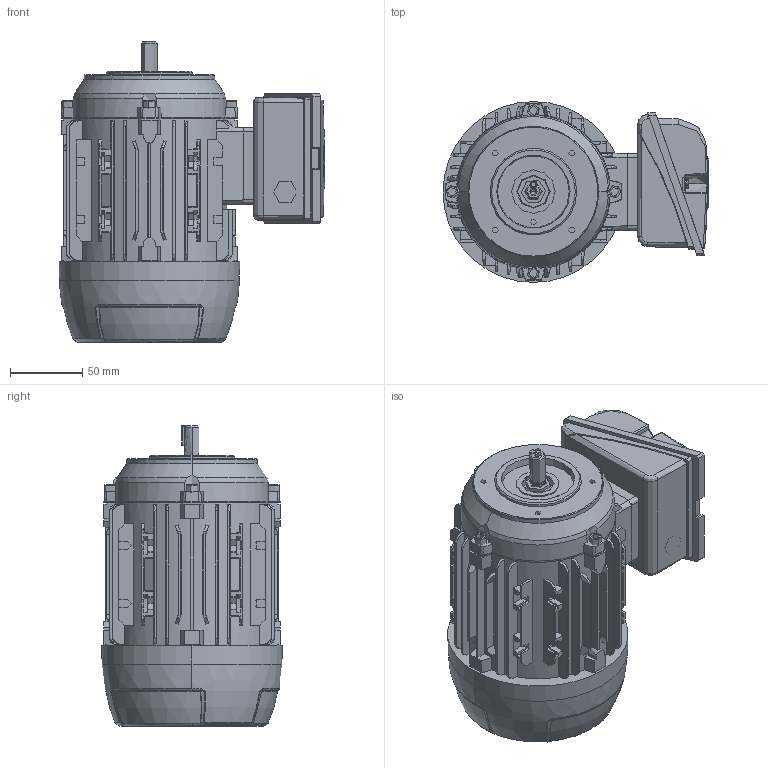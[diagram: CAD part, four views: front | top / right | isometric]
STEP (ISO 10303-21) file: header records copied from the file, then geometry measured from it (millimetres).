
FILE_DESCRIPTION (( 'STEP AP203' ), '1' );
FILE_NAME ('63 LEFT.STEP', '2021-08-27T14:46:45', ( '' ), ( '' ), 'SwSTEP 2.0', 'SolidWorks 2018', '' );
FILE_SCHEMA (( 'CONFIG_CONTROL_DESIGN' ));
Length unit declared in the file: millimetre
Products named in the file (27): Parafuso Altracs M5; 105007176_10.5007.176; 105035219_50.5307.014; Eixo padrão IEC63 IR3_50.5014.566; 63 LEFT; 105011312; 105035219; Parafuso Altracs M5_10.5011.291 x 15; 105006182; 105007077; 105033018; 105007176; 105032001_10.5032.005-4x14; 105006182_50.5307.015; CONJUNTO CARCAÇA IEC63 IR3_505234119; 105011312_105011312; 105007177; Eixo padrão IEC63 IR3; 105007177_10.5007.177; 105032001
Assembly tree (17 placements, depth 3):
  Parafuso Altracs M5
  63 LEFT
    CONJUNTO CARCAÇA IEC63 IR3_505234119
      105006182_50.5307.015
    105032001_10.5032.005-4x14
    Eixo padrão IEC63 IR3_50.5014.566
    105033018
    105035219_50.5307.014
    Parafuso Altracs M5_10.5011.291 x 15  x4
    105007177_10.5007.177
    105007176_10.5007.176
    105007077
    105011312_105011312  x2
  Parafuso Altracs M5
  105035219
  63 LEFT
    105011312
    105011312
Bounding box: 183.94 x 125 x 208 mm (x, y, z)
Volume: 1962390.3 mm3; surface area: 226633.2 mm2
Topology: 13 solids, 18 shells, 1527 faces, 3996 edges, 2574 vertices
Faces by surface type: plane 723, cylinder 470, cone 135, bspline 130, torus 48, sphere 21
Entity records: 52512 total; most frequent: CARTESIAN_POINT 15667, ORIENTED_EDGE 7514, DIRECTION 6811, EDGE_CURVE 3760, VERTEX_POINT 2436, AXIS2_PLACEMENT_3D 2396, LINE 2019, VECTOR 2019
